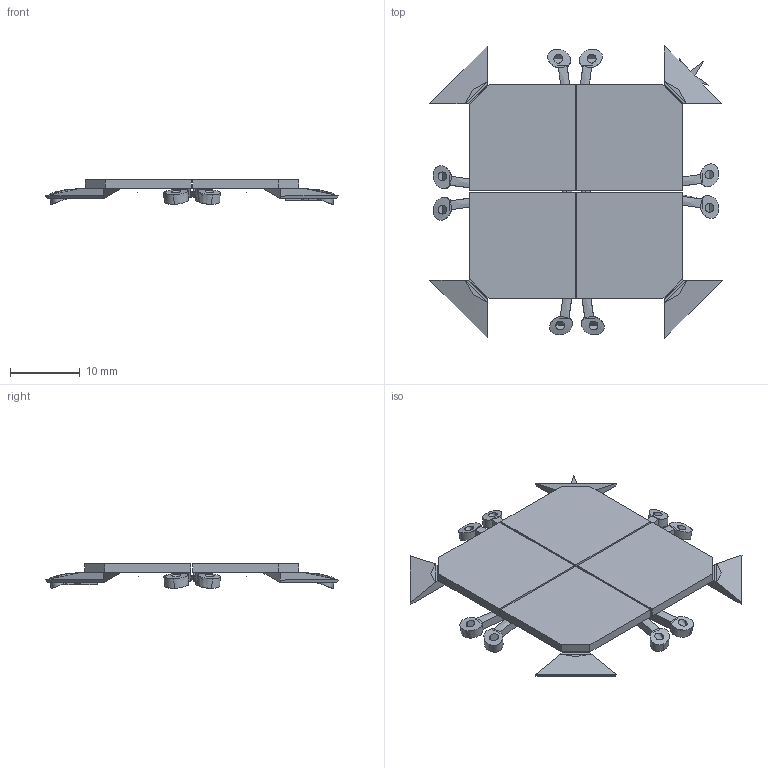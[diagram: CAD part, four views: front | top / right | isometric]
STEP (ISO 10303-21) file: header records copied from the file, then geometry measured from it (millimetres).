
FILE_DESCRIPTION(/* description */ (''),/* implementation_level */ '2;1');
FILE_NAME(/* name */ 'remote',/* time_stamp */ '2015-05-19T15:40:36-07:00',/* author */ (''),/* organization */ (''),/* preprocessor_version */ 'ST-DEVELOPER v15',/* originating_system */ '',/* authorisation */ '');
FILE_SCHEMA (('AUTOMOTIVE_DESIGN'));
Length unit declared in the file: millimetre
Products named in the file (1): Document
Bounding box: 42.09 x 42.01 x 3.54 mm (x, y, z)
Volume: 2024.5 mm3
Topology: 27 solids, 35 shells, 258 faces, 608 edges, 352 vertices
Faces by surface type: bspline 210, plane 48
Entity records: 10531 total; most frequent: CARTESIAN_POINT 6663, ORIENTED_EDGE 1096, EDGE_CURVE 572, B_SPLINE_CURVE_WITH_KNOTS 408, VERTEX_POINT 360, EDGE_LOOP 274, ADVANCED_FACE 258, FACE_OUTER_BOUND 258
